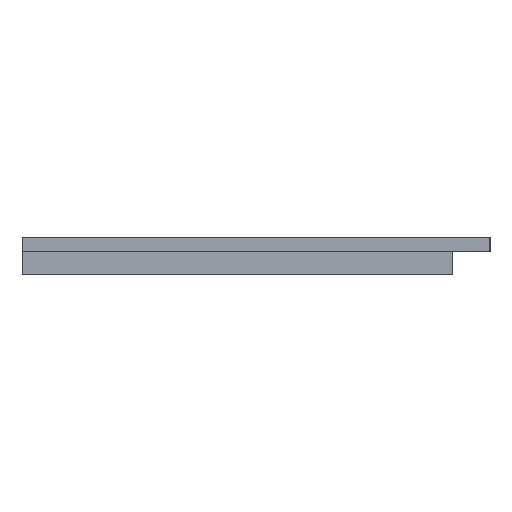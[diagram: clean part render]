
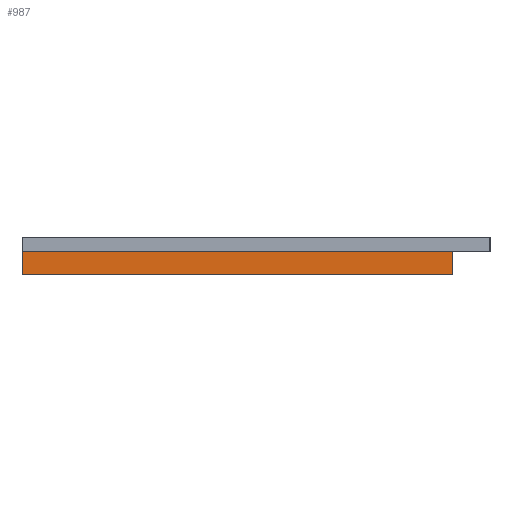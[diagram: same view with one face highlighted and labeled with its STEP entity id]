
A CAD part, left-side view. The second image highlights one B-rep face of the part: STEP entity #987.
In plain terms, the highlighted planar face has unit normal (-1, 0, 0).
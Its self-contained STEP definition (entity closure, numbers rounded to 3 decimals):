
#78 = CARTESIAN_POINT ( 'NONE',  ( -145., 104.838, 0. ) ) ;
#145 = EDGE_CURVE ( 'NONE', #3431, #1381, #4190, .T. ) ;
#173 = CARTESIAN_POINT ( 'NONE',  ( -145., 92., -10. ) ) ;
#185 = VECTOR ( 'NONE', #2005, 1000. ) ;
#318 = LINE ( 'NONE', #3585, #1788 ) ;
#505 = ORIENTED_EDGE ( 'NONE', *, *, #1879, .F. ) ;
#866 = DIRECTION ( 'NONE',  ( 0., -1., 0. ) ) ;
#957 = DIRECTION ( 'NONE',  ( 0., 1., 0. ) ) ;
#987 = ADVANCED_FACE ( 'NONE', ( #5137 ), #3099, .F. ) ;
#1131 = EDGE_LOOP ( 'NONE', ( #4595, #505, #3373, #1375 ) ) ;
#1259 = LINE ( 'NONE', #5461, #185 ) ;
#1375 = ORIENTED_EDGE ( 'NONE', *, *, #1885, .F. ) ;
#1381 = VERTEX_POINT ( 'NONE', #5176 ) ;
#1788 = VECTOR ( 'NONE', #4027, 1000. ) ;
#1879 = EDGE_CURVE ( 'NONE', #3431, #2316, #2220, .T. ) ;
#1882 = CARTESIAN_POINT ( 'NONE',  ( -145., 92., 0. ) ) ;
#1885 = EDGE_CURVE ( 'NONE', #2471, #1381, #318, .T. ) ;
#2005 = DIRECTION ( 'NONE',  ( 0., -1., 0. ) ) ;
#2141 = EDGE_CURVE ( 'NONE', #2316, #2471, #1259, .T. ) ;
#2220 = LINE ( 'NONE', #173, #5254 ) ;
#2316 = VERTEX_POINT ( 'NONE', #1882 ) ;
#2397 = CARTESIAN_POINT ( 'NONE',  ( -145., 92., -5. ) ) ;
#2471 = VERTEX_POINT ( 'NONE', #3664 ) ;
#3099 = PLANE ( 'NONE',  #3930 ) ;
#3373 = ORIENTED_EDGE ( 'NONE', *, *, #145, .T. ) ;
#3431 = VERTEX_POINT ( 'NONE', #2397 ) ;
#3496 = DIRECTION ( 'NONE',  ( 1., 0., 0. ) ) ;
#3585 = CARTESIAN_POINT ( 'NONE',  ( -145., 0., -5. ) ) ;
#3664 = CARTESIAN_POINT ( 'NONE',  ( -145., 0., 0. ) ) ;
#3930 = AXIS2_PLACEMENT_3D ( 'NONE', #78, #3496, #957 ) ;
#4012 = DIRECTION ( 'NONE',  ( 0., 0., 1. ) ) ;
#4027 = DIRECTION ( 'NONE',  ( 0., 0., -1. ) ) ;
#4190 = LINE ( 'NONE', #5125, #5066 ) ;
#4595 = ORIENTED_EDGE ( 'NONE', *, *, #2141, .F. ) ;
#5066 = VECTOR ( 'NONE', #866, 1000. ) ;
#5125 = CARTESIAN_POINT ( 'NONE',  ( -145., 104.838, -5. ) ) ;
#5137 = FACE_OUTER_BOUND ( 'NONE', #1131, .T. ) ;
#5176 = CARTESIAN_POINT ( 'NONE',  ( -145., 0., -5. ) ) ;
#5254 = VECTOR ( 'NONE', #4012, 1000. ) ;
#5461 = CARTESIAN_POINT ( 'NONE',  ( -145., 104.838, 0. ) ) ;
